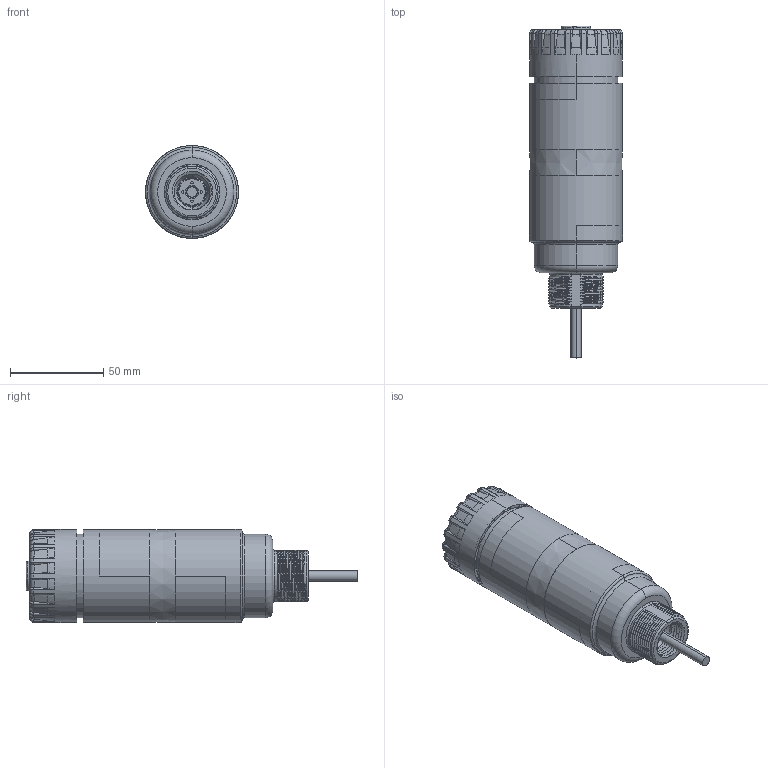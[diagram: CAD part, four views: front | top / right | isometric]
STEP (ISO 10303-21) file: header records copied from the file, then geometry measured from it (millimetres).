
FILE_DESCRIPTION((''),'2;1');
FILE_NAME('145182_SW','2009-02-10T',('banengservice'),('BANNER ENGINEERING'),'PRO/ENGINEER BY PARAMETRIC TECHNOLOGY CORPORATION, 2006170','PRO/ENGINEER BY PARAMETRIC TECHNOLOGY CORPORATION, 2006170','');
FILE_SCHEMA(('CONFIG_CONTROL_DESIGN'));
Products named in the file (1): 145182_SW
Bounding box: 50 x 178.45 x 50 mm (x, y, z)
Volume: 88788.2 mm3; surface area: 83660.2 mm2
Topology: 3 solids, 3 shells, 1400 faces, 3629 edges, 2291 vertices
Faces by surface type: cylinder 463, plane 453, torus 212, bspline 176, cone 96
Entity records: 65802 total; most frequent: CARTESIAN_POINT 32317, ORIENTED_EDGE 7254, DIRECTION 6784, EDGE_CURVE 3627, AXIS2_PLACEMENT_3D 2644, VERTEX_POINT 2291, VECTOR 1496, LINE 1496
